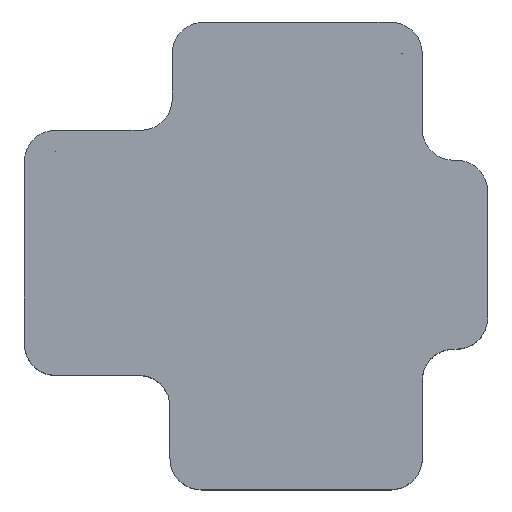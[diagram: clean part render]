
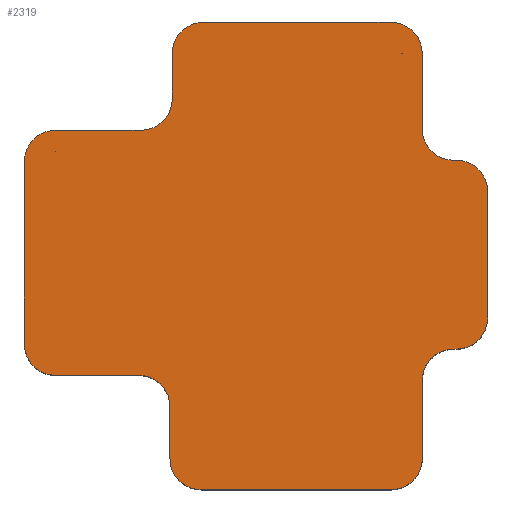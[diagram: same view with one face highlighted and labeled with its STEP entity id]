
A CAD part, top view. The second image highlights one B-rep face of the part: STEP entity #2319.
In plain terms, the highlighted planar face has unit normal (0, 0, 1).
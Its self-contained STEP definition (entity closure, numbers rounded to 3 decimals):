
#35=FACE_BOUND('',#353,.T.);
#36=FACE_BOUND('',#354,.T.);
#114=PLANE('',#2531);
#229=FACE_OUTER_BOUND('',#352,.T.);
#352=EDGE_LOOP('',(#2108,#2109,#2110,#2111,#2112,#2113,#2114,#2115,#2116,
#2117,#2118,#2119,#2120,#2121,#2122,#2123,#2124,#2125,#2126,#2127,#2128,
#2129,#2130,#2131));
#353=EDGE_LOOP('',(#2132,#2133,#2134));
#354=EDGE_LOOP('',(#2135,#2136,#2137));
#410=CIRCLE('',#2475,2.);
#412=CIRCLE('',#2482,2.);
#414=CIRCLE('',#2485,3.);
#416=CIRCLE('',#2489,3.);
#418=CIRCLE('',#2493,3.);
#420=CIRCLE('',#2497,3.);
#422=CIRCLE('',#2501,3.);
#424=CIRCLE('',#2505,3.);
#426=CIRCLE('',#2509,3.);
#428=CIRCLE('',#2513,3.);
#430=CIRCLE('',#2517,3.);
#432=CIRCLE('',#2521,3.);
#434=CIRCLE('',#2525,3.);
#436=CIRCLE('',#2529,3.);
#632=LINE('',#3693,#886);
#635=LINE('',#3697,#889);
#638=LINE('',#3705,#892);
#641=LINE('',#3711,#895);
#646=LINE('',#3729,#900);
#650=LINE('',#3741,#904);
#654=LINE('',#3753,#908);
#658=LINE('',#3765,#912);
#662=LINE('',#3777,#916);
#666=LINE('',#3789,#920);
#670=LINE('',#3801,#924);
#674=LINE('',#3813,#928);
#678=LINE('',#3825,#932);
#682=LINE('',#3837,#936);
#686=LINE('',#3849,#940);
#690=LINE('',#3859,#944);
#886=VECTOR('',#3012,10.);
#889=VECTOR('',#3017,10.);
#892=VECTOR('',#3022,10.);
#895=VECTOR('',#3027,10.);
#900=VECTOR('',#3046,10.);
#904=VECTOR('',#3058,10.);
#908=VECTOR('',#3070,10.);
#912=VECTOR('',#3082,10.);
#916=VECTOR('',#3094,10.);
#920=VECTOR('',#3106,10.);
#924=VECTOR('',#3118,10.);
#928=VECTOR('',#3130,10.);
#932=VECTOR('',#3142,10.);
#936=VECTOR('',#3154,10.);
#940=VECTOR('',#3166,10.);
#944=VECTOR('',#3178,10.);
#1111=VERTEX_POINT('',#3684);
#1112=VERTEX_POINT('',#3686);
#1114=VERTEX_POINT('',#3692);
#1117=VERTEX_POINT('',#3702);
#1118=VERTEX_POINT('',#3704);
#1120=VERTEX_POINT('',#3710);
#1123=VERTEX_POINT('',#3720);
#1124=VERTEX_POINT('',#3722);
#1126=VERTEX_POINT('',#3728);
#1128=VERTEX_POINT('',#3734);
#1130=VERTEX_POINT('',#3740);
#1132=VERTEX_POINT('',#3746);
#1134=VERTEX_POINT('',#3752);
#1136=VERTEX_POINT('',#3758);
#1138=VERTEX_POINT('',#3764);
#1140=VERTEX_POINT('',#3770);
#1142=VERTEX_POINT('',#3776);
#1144=VERTEX_POINT('',#3782);
#1146=VERTEX_POINT('',#3788);
#1148=VERTEX_POINT('',#3794);
#1150=VERTEX_POINT('',#3800);
#1152=VERTEX_POINT('',#3806);
#1154=VERTEX_POINT('',#3812);
#1156=VERTEX_POINT('',#3818);
#1158=VERTEX_POINT('',#3824);
#1160=VERTEX_POINT('',#3830);
#1162=VERTEX_POINT('',#3836);
#1164=VERTEX_POINT('',#3842);
#1166=VERTEX_POINT('',#3848);
#1168=VERTEX_POINT('',#3854);
#1414=EDGE_CURVE('',#1112,#1111,#410,.T.);
#1417=EDGE_CURVE('',#1114,#1112,#632,.T.);
#1420=EDGE_CURVE('',#1111,#1114,#635,.T.);
#1423=EDGE_CURVE('',#1118,#1117,#638,.T.);
#1426=EDGE_CURVE('',#1120,#1118,#641,.T.);
#1429=EDGE_CURVE('',#1117,#1120,#412,.T.);
#1432=EDGE_CURVE('',#1124,#1123,#414,.T.);
#1435=EDGE_CURVE('',#1126,#1124,#646,.T.);
#1438=EDGE_CURVE('',#1128,#1126,#416,.T.);
#1441=EDGE_CURVE('',#1130,#1128,#650,.T.);
#1444=EDGE_CURVE('',#1132,#1130,#418,.T.);
#1447=EDGE_CURVE('',#1134,#1132,#654,.T.);
#1450=EDGE_CURVE('',#1136,#1134,#420,.T.);
#1453=EDGE_CURVE('',#1138,#1136,#658,.T.);
#1456=EDGE_CURVE('',#1140,#1138,#422,.T.);
#1459=EDGE_CURVE('',#1142,#1140,#662,.T.);
#1462=EDGE_CURVE('',#1144,#1142,#424,.T.);
#1465=EDGE_CURVE('',#1146,#1144,#666,.T.);
#1468=EDGE_CURVE('',#1148,#1146,#426,.T.);
#1471=EDGE_CURVE('',#1150,#1148,#670,.T.);
#1474=EDGE_CURVE('',#1152,#1150,#428,.T.);
#1477=EDGE_CURVE('',#1154,#1152,#674,.T.);
#1480=EDGE_CURVE('',#1156,#1154,#430,.T.);
#1483=EDGE_CURVE('',#1158,#1156,#678,.T.);
#1486=EDGE_CURVE('',#1160,#1158,#432,.T.);
#1489=EDGE_CURVE('',#1162,#1160,#682,.T.);
#1492=EDGE_CURVE('',#1164,#1162,#434,.T.);
#1495=EDGE_CURVE('',#1166,#1164,#686,.T.);
#1498=EDGE_CURVE('',#1168,#1166,#436,.T.);
#1501=EDGE_CURVE('',#1123,#1168,#690,.T.);
#2108=ORIENTED_EDGE('',*,*,#1501,.T.);
#2109=ORIENTED_EDGE('',*,*,#1498,.T.);
#2110=ORIENTED_EDGE('',*,*,#1495,.T.);
#2111=ORIENTED_EDGE('',*,*,#1492,.T.);
#2112=ORIENTED_EDGE('',*,*,#1489,.T.);
#2113=ORIENTED_EDGE('',*,*,#1486,.T.);
#2114=ORIENTED_EDGE('',*,*,#1483,.T.);
#2115=ORIENTED_EDGE('',*,*,#1480,.T.);
#2116=ORIENTED_EDGE('',*,*,#1477,.T.);
#2117=ORIENTED_EDGE('',*,*,#1474,.T.);
#2118=ORIENTED_EDGE('',*,*,#1471,.T.);
#2119=ORIENTED_EDGE('',*,*,#1468,.T.);
#2120=ORIENTED_EDGE('',*,*,#1465,.T.);
#2121=ORIENTED_EDGE('',*,*,#1462,.T.);
#2122=ORIENTED_EDGE('',*,*,#1459,.T.);
#2123=ORIENTED_EDGE('',*,*,#1456,.T.);
#2124=ORIENTED_EDGE('',*,*,#1453,.T.);
#2125=ORIENTED_EDGE('',*,*,#1450,.T.);
#2126=ORIENTED_EDGE('',*,*,#1447,.T.);
#2127=ORIENTED_EDGE('',*,*,#1444,.T.);
#2128=ORIENTED_EDGE('',*,*,#1441,.T.);
#2129=ORIENTED_EDGE('',*,*,#1438,.T.);
#2130=ORIENTED_EDGE('',*,*,#1435,.T.);
#2131=ORIENTED_EDGE('',*,*,#1432,.T.);
#2132=ORIENTED_EDGE('',*,*,#1429,.T.);
#2133=ORIENTED_EDGE('',*,*,#1426,.T.);
#2134=ORIENTED_EDGE('',*,*,#1423,.T.);
#2135=ORIENTED_EDGE('',*,*,#1420,.T.);
#2136=ORIENTED_EDGE('',*,*,#1417,.T.);
#2137=ORIENTED_EDGE('',*,*,#1414,.T.);
#2319=ADVANCED_FACE('',(#229,#35,#36),#114,.T.);
#2475=AXIS2_PLACEMENT_3D('',#3687,#3006,#3007);
#2482=AXIS2_PLACEMENT_3D('',#3715,#3033,#3034);
#2485=AXIS2_PLACEMENT_3D('',#3723,#3040,#3041);
#2489=AXIS2_PLACEMENT_3D('',#3735,#3052,#3053);
#2493=AXIS2_PLACEMENT_3D('',#3747,#3064,#3065);
#2497=AXIS2_PLACEMENT_3D('',#3759,#3076,#3077);
#2501=AXIS2_PLACEMENT_3D('',#3771,#3088,#3089);
#2505=AXIS2_PLACEMENT_3D('',#3783,#3100,#3101);
#2509=AXIS2_PLACEMENT_3D('',#3795,#3112,#3113);
#2513=AXIS2_PLACEMENT_3D('',#3807,#3124,#3125);
#2517=AXIS2_PLACEMENT_3D('',#3819,#3136,#3137);
#2521=AXIS2_PLACEMENT_3D('',#3831,#3148,#3149);
#2525=AXIS2_PLACEMENT_3D('',#3843,#3160,#3161);
#2529=AXIS2_PLACEMENT_3D('',#3855,#3172,#3173);
#2531=AXIS2_PLACEMENT_3D('',#3860,#3179,#3180);
#3006=DIRECTION('center_axis',(0.,0.,1.));
#3007=DIRECTION('ref_axis',(0.,-1.,0.));
#3012=DIRECTION('',(-1.,0.,0.));
#3017=DIRECTION('',(0.,-1.,0.));
#3022=DIRECTION('',(0.,1.,0.));
#3027=DIRECTION('',(-1.,0.,0.));
#3033=DIRECTION('center_axis',(0.,0.,1.));
#3034=DIRECTION('ref_axis',(-1.,0.,0.));
#3040=DIRECTION('center_axis',(0.,0.,-1.));
#3041=DIRECTION('ref_axis',(-1.,0.,0.));
#3046=DIRECTION('',(-1.,0.,0.));
#3052=DIRECTION('center_axis',(0.,0.,1.));
#3053=DIRECTION('ref_axis',(1.,0.,0.));
#3058=DIRECTION('',(0.,1.,0.));
#3064=DIRECTION('center_axis',(0.,0.,1.));
#3065=DIRECTION('ref_axis',(0.,-1.,0.));
#3070=DIRECTION('',(1.,0.,0.));
#3076=DIRECTION('center_axis',(0.,0.,-1.));
#3077=DIRECTION('ref_axis',(0.,1.,0.));
#3082=DIRECTION('',(0.,1.,0.));
#3088=DIRECTION('center_axis',(0.,0.,1.));
#3089=DIRECTION('ref_axis',(0.,-1.,0.));
#3094=DIRECTION('',(1.,0.,0.));
#3100=DIRECTION('center_axis',(0.,0.,1.));
#3101=DIRECTION('ref_axis',(-1.,0.,0.));
#3106=DIRECTION('',(0.,-1.,0.));
#3112=DIRECTION('center_axis',(0.,0.,-1.));
#3113=DIRECTION('ref_axis',(1.,0.,0.));
#3118=DIRECTION('',(1.,0.,0.));
#3124=DIRECTION('center_axis',(0.,0.,1.));
#3125=DIRECTION('ref_axis',(-1.,0.,0.));
#3130=DIRECTION('',(0.,-1.,0.));
#3136=DIRECTION('center_axis',(0.,0.,1.));
#3137=DIRECTION('ref_axis',(0.,1.,0.));
#3142=DIRECTION('',(-1.,0.,0.));
#3148=DIRECTION('center_axis',(0.,0.,-1.));
#3149=DIRECTION('ref_axis',(0.,-1.,0.));
#3154=DIRECTION('',(0.,-1.,0.));
#3160=DIRECTION('center_axis',(0.,0.,1.));
#3161=DIRECTION('ref_axis',(0.,1.,0.));
#3166=DIRECTION('',(-1.,0.,0.));
#3172=DIRECTION('center_axis',(0.,0.,1.));
#3173=DIRECTION('ref_axis',(1.,0.,0.));
#3178=DIRECTION('',(0.,1.,0.));
#3179=DIRECTION('center_axis',(0.,0.,1.));
#3180=DIRECTION('ref_axis',(-1.,0.,0.));
#3684=CARTESIAN_POINT('',(3.,32.555,16.));
#3686=CARTESIAN_POINT('',(3.,32.535,16.));
#3687=CARTESIAN_POINT('Origin',(1.,32.555,16.));
#3692=CARTESIAN_POINT('',(3.,32.535,16.));
#3693=CARTESIAN_POINT('',(13.206,32.535,16.));
#3697=CARTESIAN_POINT('',(3.,32.555,16.));
#3702=CARTESIAN_POINT('',(36.241,41.961,16.));
#3704=CARTESIAN_POINT('',(36.241,41.958,16.));
#3705=CARTESIAN_POINT('',(36.241,44.958,16.));
#3710=CARTESIAN_POINT('',(36.343,41.958,16.));
#3711=CARTESIAN_POINT('',(36.343,41.958,16.));
#3715=CARTESIAN_POINT('Origin',(36.343,43.958,16.));
#3720=CARTESIAN_POINT('',(38.273,34.7,16.));
#3722=CARTESIAN_POINT('',(41.273,31.7,16.));
#3723=CARTESIAN_POINT('Origin',(41.273,34.7,16.));
#3728=CARTESIAN_POINT('',(41.562,31.7,16.));
#3729=CARTESIAN_POINT('',(41.273,31.7,16.));
#3734=CARTESIAN_POINT('',(44.562,28.7,16.));
#3735=CARTESIAN_POINT('Origin',(41.562,28.7,16.));
#3740=CARTESIAN_POINT('',(44.562,16.524,16.));
#3741=CARTESIAN_POINT('',(44.562,17.889,16.));
#3746=CARTESIAN_POINT('',(41.562,13.524,16.));
#3747=CARTESIAN_POINT('Origin',(41.562,16.524,16.));
#3752=CARTESIAN_POINT('',(41.28,13.524,16.));
#3753=CARTESIAN_POINT('',(41.28,13.524,16.));
#3758=CARTESIAN_POINT('',(38.28,10.524,16.));
#3759=CARTESIAN_POINT('Origin',(41.28,10.524,16.));
#3764=CARTESIAN_POINT('',(38.28,3.,16.));
#3765=CARTESIAN_POINT('',(38.28,3.,16.));
#3770=CARTESIAN_POINT('',(35.28,0.,16.));
#3771=CARTESIAN_POINT('Origin',(35.28,3.,16.));
#3776=CARTESIAN_POINT('',(17.,0.,16.));
#3777=CARTESIAN_POINT('',(18.2,0.,16.));
#3782=CARTESIAN_POINT('',(14.,3.,16.));
#3783=CARTESIAN_POINT('Origin',(17.,3.,16.));
#3788=CARTESIAN_POINT('',(14.,8.,16.));
#3789=CARTESIAN_POINT('',(14.,3.,16.));
#3794=CARTESIAN_POINT('',(11.,11.,16.));
#3795=CARTESIAN_POINT('Origin',(11.,8.,16.));
#3800=CARTESIAN_POINT('',(3.,11.,16.));
#3801=CARTESIAN_POINT('',(11.,11.,16.));
#3806=CARTESIAN_POINT('',(0.,14.,16.));
#3807=CARTESIAN_POINT('Origin',(3.,14.,16.));
#3812=CARTESIAN_POINT('',(0.,31.581,16.));
#3813=CARTESIAN_POINT('',(0.,31.581,16.));
#3818=CARTESIAN_POINT('',(3.,34.581,16.));
#3819=CARTESIAN_POINT('Origin',(3.,31.581,16.));
#3824=CARTESIAN_POINT('',(11.222,34.581,16.));
#3825=CARTESIAN_POINT('',(11.222,34.581,16.));
#3830=CARTESIAN_POINT('',(14.222,37.581,16.));
#3831=CARTESIAN_POINT('Origin',(11.222,37.581,16.));
#3836=CARTESIAN_POINT('',(14.222,41.958,16.));
#3837=CARTESIAN_POINT('',(14.222,41.958,16.));
#3842=CARTESIAN_POINT('',(17.222,44.958,16.));
#3843=CARTESIAN_POINT('Origin',(17.222,41.958,16.));
#3848=CARTESIAN_POINT('',(35.273,44.958,16.));
#3849=CARTESIAN_POINT('',(34.343,44.958,16.));
#3854=CARTESIAN_POINT('',(38.273,41.958,16.));
#3855=CARTESIAN_POINT('Origin',(35.273,41.958,16.));
#3859=CARTESIAN_POINT('',(38.273,41.958,16.));
#3860=CARTESIAN_POINT('Origin',(22.281,22.479,16.));
